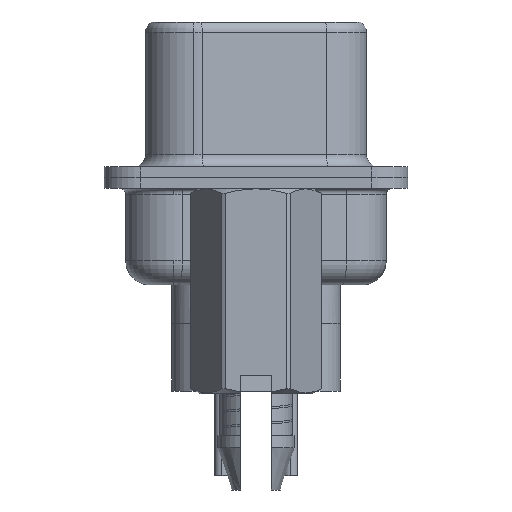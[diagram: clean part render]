
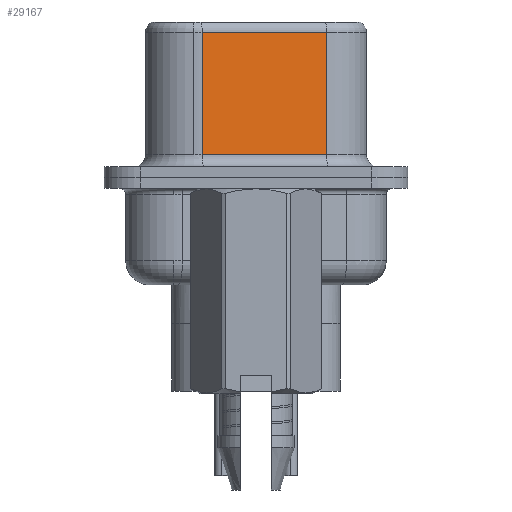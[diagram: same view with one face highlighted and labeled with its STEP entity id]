
A CAD part, left-side view. The second image highlights one B-rep face of the part: STEP entity #29167.
In plain terms, the highlighted planar face has unit normal (-0.985, -0.174, 0).
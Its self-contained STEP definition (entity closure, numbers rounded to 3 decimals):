
#172 = VECTOR ( 'NONE', #30286, 1000. ) ;
#446 = VERTEX_POINT ( 'NONE', #22700 ) ;
#2076 = EDGE_CURVE ( 'NONE', #8435, #25646, #8261, .T. ) ;
#2427 = DIRECTION ( 'NONE',  ( -0.174, 0.985, 0. ) ) ;
#4316 = VERTEX_POINT ( 'NONE', #29259 ) ;
#5096 = LINE ( 'NONE', #5650, #17850 ) ;
#5293 = CARTESIAN_POINT ( 'NONE',  ( 4.575, -2.927, 0.95 ) ) ;
#5557 = DIRECTION ( 'NONE',  ( 0.985, 0.174, 0. ) ) ;
#5650 = CARTESIAN_POINT ( 'NONE',  ( 4.575, -2.927, 6.52 ) ) ;
#7184 = CARTESIAN_POINT ( 'NONE',  ( 3.665, 2.233, 6.52 ) ) ;
#7615 = CARTESIAN_POINT ( 'NONE',  ( 3.665, 2.233, 0.95 ) ) ;
#8261 = LINE ( 'NONE', #28273, #16271 ) ;
#8435 = VERTEX_POINT ( 'NONE', #7615 ) ;
#10451 = DIRECTION ( 'NONE',  ( 0., 0., -1. ) ) ;
#11567 = DIRECTION ( 'NONE',  ( 0.174, -0.985, 0. ) ) ;
#13256 = ORIENTED_EDGE ( 'NONE', *, *, #2076, .T. ) ;
#15205 = DIRECTION ( 'NONE',  ( -0.174, 0.985, 0. ) ) ;
#15965 = AXIS2_PLACEMENT_3D ( 'NONE', #30336, #5557, #2427 ) ;
#16271 = VECTOR ( 'NONE', #11567, 1000. ) ;
#16858 = EDGE_LOOP ( 'NONE', ( #25080, #34254, #34263, #13256 ) ) ;
#17850 = VECTOR ( 'NONE', #10451, 1000. ) ;
#18553 = EDGE_CURVE ( 'NONE', #4316, #446, #22911, .T. ) ;
#20528 = CARTESIAN_POINT ( 'NONE',  ( 4.575, -2.927, 6.02 ) ) ;
#22700 = CARTESIAN_POINT ( 'NONE',  ( 3.665, 2.233, 6.02 ) ) ;
#22911 = LINE ( 'NONE', #20528, #36191 ) ;
#25080 = ORIENTED_EDGE ( 'NONE', *, *, #35425, .F. ) ;
#25646 = VERTEX_POINT ( 'NONE', #5293 ) ;
#28273 = CARTESIAN_POINT ( 'NONE',  ( 4.575, -2.927, 0.95 ) ) ;
#29167 = ADVANCED_FACE ( 'NONE', ( #30706 ), #33100, .F. ) ;
#29259 = CARTESIAN_POINT ( 'NONE',  ( 4.575, -2.927, 6.02 ) ) ;
#30286 = DIRECTION ( 'NONE',  ( 0., 0., -1. ) ) ;
#30336 = CARTESIAN_POINT ( 'NONE',  ( 4.575, -2.927, 6.52 ) ) ;
#30706 = FACE_OUTER_BOUND ( 'NONE', #16858, .T. ) ;
#33100 = PLANE ( 'NONE',  #15965 ) ;
#33185 = EDGE_CURVE ( 'NONE', #446, #8435, #35248, .T. ) ;
#34254 = ORIENTED_EDGE ( 'NONE', *, *, #18553, .T. ) ;
#34263 = ORIENTED_EDGE ( 'NONE', *, *, #33185, .T. ) ;
#35248 = LINE ( 'NONE', #7184, #172 ) ;
#35425 = EDGE_CURVE ( 'NONE', #4316, #25646, #5096, .T. ) ;
#36191 = VECTOR ( 'NONE', #15205, 1000. ) ;
